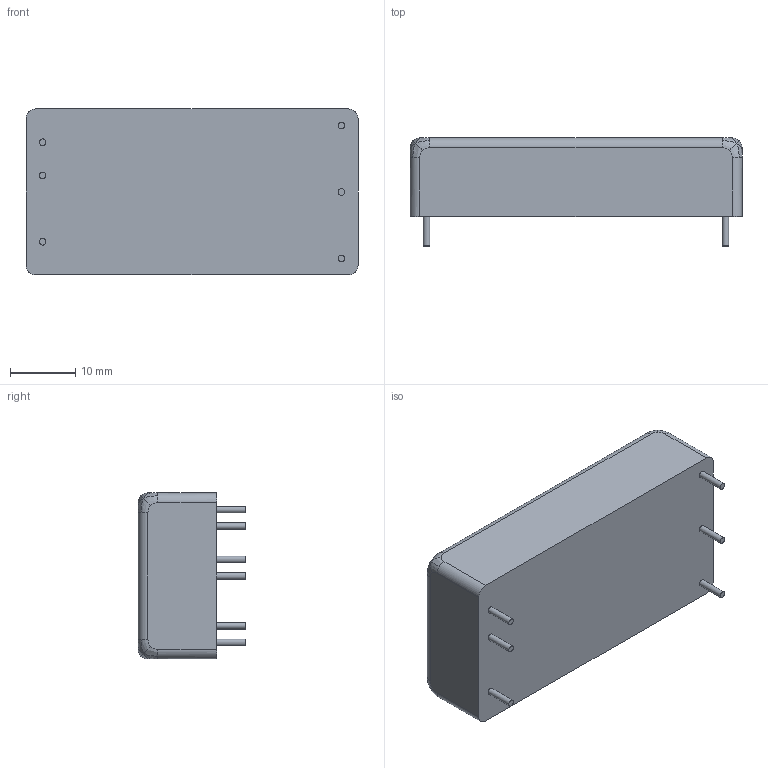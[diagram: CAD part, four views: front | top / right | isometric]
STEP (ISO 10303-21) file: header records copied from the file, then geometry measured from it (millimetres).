
FILE_DESCRIPTION(/* description */ (''),/* implementation_level */ '2;1');
FILE_NAME(/* name */ 'DCDC-Converter_1x2in.step',/* time_stamp */ '2025-07-20T18:25:04+02:00',/* author */ (''),/* organization */ (''),/* preprocessor_version */ 'ST-DEVELOPER v20.1',/* originating_system */ 'Autodesk Translation Framework v14.4.0.0',/* authorisation */ '');
FILE_SCHEMA (('AUTOMOTIVE_DESIGN { 1 0 10303 214 3 1 1 }'));
Length unit declared in the file: millimetre
Products named in the file (1): DCDC-Converter_1x2in
Bounding box: 50.8 x 16.5 x 25.4 mm (x, y, z)
Volume: 15404.9 mm3; surface area: 4356.7 mm2
Topology: 1 solids, 1 shells, 50 faces, 114 edges, 72 vertices
Faces by surface type: bspline 24, cylinder 14, plane 12
Full cylindrical faces by diameter (mm): 1 x6
Entity records: 2331 total; most frequent: CARTESIAN_POINT 1197, ORIENTED_EDGE 228, DIRECTION 208, EDGE_CURVE 114, AXIS2_PLACEMENT_3D 91, VERTEX_POINT 72, CIRCLE 64, EDGE_LOOP 56
